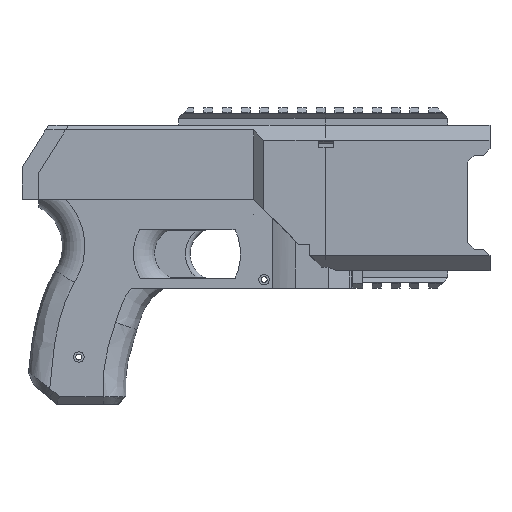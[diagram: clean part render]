
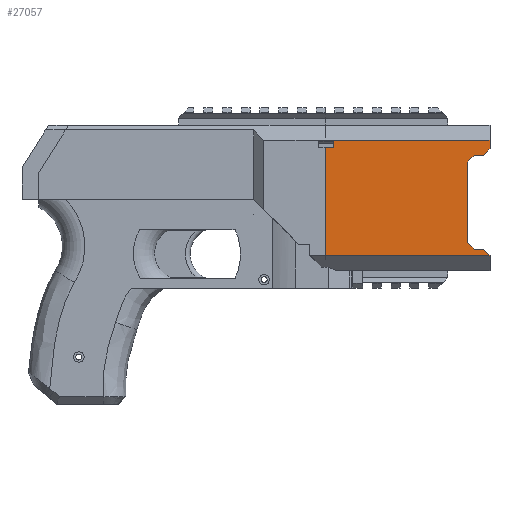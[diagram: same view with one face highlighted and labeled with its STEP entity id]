
A CAD part, front view. The second image highlights one B-rep face of the part: STEP entity #27057.
In plain terms, the highlighted planar face has unit normal (0, -1, 0).
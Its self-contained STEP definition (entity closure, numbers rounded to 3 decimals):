
#1001=PLANE('',#28714);
#2287=FACE_OUTER_BOUND('',#3797,.T.);
#3797=EDGE_LOOP('',(#21609,#21610,#21611,#21612,#21613,#21614,#21615,#21616,
#21617,#21618,#21619,#21620,#21621,#21622,#21623,#21624));
#5762=LINE('',#42168,#9049);
#5790=LINE('',#42235,#9077);
#5851=LINE('',#42373,#9138);
#5855=LINE('',#42379,#9142);
#5856=LINE('',#42381,#9143);
#5977=LINE('',#42630,#9264);
#5979=LINE('',#42634,#9266);
#5982=LINE('',#42639,#9269);
#5986=LINE('',#42648,#9273);
#5990=LINE('',#42655,#9277);
#5994=LINE('',#42663,#9281);
#5998=LINE('',#42671,#9285);
#6010=LINE('',#42698,#9297);
#6011=LINE('',#42699,#9298);
#6012=LINE('',#42701,#9299);
#6013=LINE('',#42702,#9300);
#9049=VECTOR('',#32259,10.);
#9077=VECTOR('',#32303,10.);
#9138=VECTOR('',#32416,10.);
#9142=VECTOR('',#32422,10.);
#9143=VECTOR('',#32425,10.);
#9264=VECTOR('',#32640,10.);
#9266=VECTOR('',#32644,10.);
#9269=VECTOR('',#32649,10.);
#9273=VECTOR('',#32657,10.);
#9277=VECTOR('',#32663,10.);
#9281=VECTOR('',#32671,10.);
#9285=VECTOR('',#32679,10.);
#9297=VECTOR('',#32705,10.);
#9298=VECTOR('',#32706,10.);
#9299=VECTOR('',#32707,10.);
#9300=VECTOR('',#32708,10.);
#12639=VERTEX_POINT('',#42165);
#12640=VERTEX_POINT('',#42167);
#12670=VERTEX_POINT('',#42232);
#12671=VERTEX_POINT('',#42234);
#12721=VERTEX_POINT('',#42370);
#12722=VERTEX_POINT('',#42372);
#12803=VERTEX_POINT('',#42627);
#12804=VERTEX_POINT('',#42629);
#12805=VERTEX_POINT('',#42633);
#12806=VERTEX_POINT('',#42637);
#12809=VERTEX_POINT('',#42647);
#12811=VERTEX_POINT('',#42653);
#12813=VERTEX_POINT('',#42661);
#12815=VERTEX_POINT('',#42669);
#12823=VERTEX_POINT('',#42697);
#12824=VERTEX_POINT('',#42700);
#15754=EDGE_CURVE('',#12639,#12640,#5762,.T.);
#15787=EDGE_CURVE('',#12670,#12671,#5790,.T.);
#15857=EDGE_CURVE('',#12722,#12721,#5851,.T.);
#15861=EDGE_CURVE('',#12639,#12722,#5855,.T.);
#15862=EDGE_CURVE('',#12721,#12671,#5856,.T.);
#15986=EDGE_CURVE('',#12804,#12803,#5977,.T.);
#15988=EDGE_CURVE('',#12805,#12804,#5979,.T.);
#15991=EDGE_CURVE('',#12803,#12806,#5982,.T.);
#15995=EDGE_CURVE('',#12809,#12805,#5986,.T.);
#15999=EDGE_CURVE('',#12806,#12811,#5990,.T.);
#16003=EDGE_CURVE('',#12811,#12813,#5994,.T.);
#16007=EDGE_CURVE('',#12813,#12815,#5998,.T.);
#16020=EDGE_CURVE('',#12670,#12823,#6010,.T.);
#16021=EDGE_CURVE('',#12809,#12823,#6011,.T.);
#16022=EDGE_CURVE('',#12824,#12815,#6012,.T.);
#16023=EDGE_CURVE('',#12640,#12824,#6013,.T.);
#21609=ORIENTED_EDGE('',*,*,#15862,.T.);
#21610=ORIENTED_EDGE('',*,*,#15787,.F.);
#21611=ORIENTED_EDGE('',*,*,#16020,.T.);
#21612=ORIENTED_EDGE('',*,*,#16021,.F.);
#21613=ORIENTED_EDGE('',*,*,#15995,.T.);
#21614=ORIENTED_EDGE('',*,*,#15988,.T.);
#21615=ORIENTED_EDGE('',*,*,#15986,.T.);
#21616=ORIENTED_EDGE('',*,*,#15991,.T.);
#21617=ORIENTED_EDGE('',*,*,#15999,.T.);
#21618=ORIENTED_EDGE('',*,*,#16003,.T.);
#21619=ORIENTED_EDGE('',*,*,#16007,.T.);
#21620=ORIENTED_EDGE('',*,*,#16022,.F.);
#21621=ORIENTED_EDGE('',*,*,#16023,.F.);
#21622=ORIENTED_EDGE('',*,*,#15754,.F.);
#21623=ORIENTED_EDGE('',*,*,#15861,.T.);
#21624=ORIENTED_EDGE('',*,*,#15857,.T.);
#27057=ADVANCED_FACE('',(#2287),#1001,.T.);
#28714=AXIS2_PLACEMENT_3D('',#42696,#32703,#32704);
#32259=DIRECTION('',(0.,0.,1.));
#32303=DIRECTION('',(0.,0.,1.));
#32416=DIRECTION('',(0.,0.,-1.));
#32422=DIRECTION('',(1.,0.,0.));
#32425=DIRECTION('',(-1.,0.,0.));
#32640=DIRECTION('',(-0.707,0.,0.707));
#32644=DIRECTION('',(-1.,0.,0.));
#32649=DIRECTION('',(0.,0.,1.));
#32657=DIRECTION('',(-0.707,0.,0.707));
#32663=DIRECTION('',(0.707,0.,0.707));
#32671=DIRECTION('',(1.,0.,0.));
#32679=DIRECTION('',(0.707,0.,0.707));
#32703=DIRECTION('center_axis',(0.,-1.,0.));
#32704=DIRECTION('ref_axis',(0.,0.,-1.));
#32705=DIRECTION('',(1.,0.,0.));
#32706=DIRECTION('',(0.,0.,-1.));
#32707=DIRECTION('',(0.,0.,-1.));
#32708=DIRECTION('',(1.,0.,0.));
#42165=CARTESIAN_POINT('',(-32.,-24.,30.371));
#42167=CARTESIAN_POINT('',(-32.,-24.,30.871));
#42168=CARTESIAN_POINT('',(-32.,-24.,30.871));
#42232=CARTESIAN_POINT('',(-32.,-24.,-30.871));
#42234=CARTESIAN_POINT('',(-32.,-24.,26.871));
#42235=CARTESIAN_POINT('',(-32.,-24.,30.871));
#42370=CARTESIAN_POINT('',(-27.4,-24.,26.871));
#42372=CARTESIAN_POINT('',(-27.4,-24.,30.371));
#42373=CARTESIAN_POINT('',(-27.4,-24.,30.621));
#42379=CARTESIAN_POINT('',(-17.8,-24.,30.371));
#42381=CARTESIAN_POINT('',(-13.7,-24.,26.871));
#42627=CARTESIAN_POINT('',(44.,-24.,-23.8));
#42629=CARTESIAN_POINT('',(47.536,-24.,-27.336));
#42630=CARTESIAN_POINT('',(19.332,-24.,0.868));
#42633=CARTESIAN_POINT('',(52.5,-24.,-27.336));
#42634=CARTESIAN_POINT('',(23.768,-24.,-27.336));
#42637=CARTESIAN_POINT('',(44.,-24.,19.129));
#42639=CARTESIAN_POINT('',(44.,-24.,25.));
#42647=CARTESIAN_POINT('',(56.,-24.,-30.836));
#42648=CARTESIAN_POINT('',(24.823,-24.,0.341));
#42653=CARTESIAN_POINT('',(47.536,-24.,22.664));
#42655=CARTESIAN_POINT('',(37.704,-24.,12.832));
#42661=CARTESIAN_POINT('',(52.5,-24.,22.664));
#42663=CARTESIAN_POINT('',(26.25,-24.,22.664));
#42669=CARTESIAN_POINT('',(56.,-24.,26.164));
#42671=CARTESIAN_POINT('',(43.177,-24.,13.341));
#42696=CARTESIAN_POINT('Origin',(0.,-24.,30.871));
#42697=CARTESIAN_POINT('',(56.,-24.,-30.871));
#42698=CARTESIAN_POINT('',(0.,-24.,-30.871));
#42699=CARTESIAN_POINT('',(56.,-24.,30.871));
#42700=CARTESIAN_POINT('',(56.,-24.,30.871));
#42701=CARTESIAN_POINT('',(56.,-24.,30.871));
#42702=CARTESIAN_POINT('',(0.,-24.,30.871));
